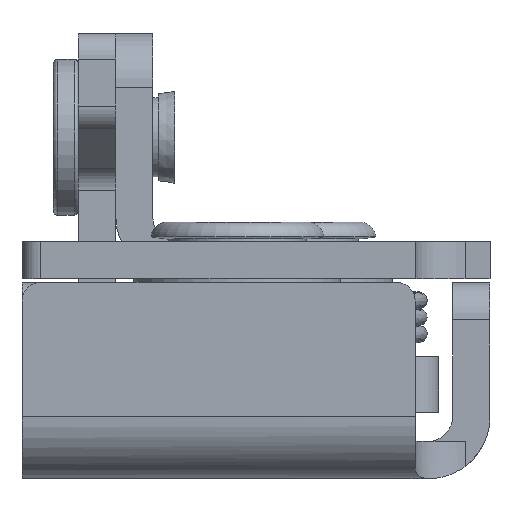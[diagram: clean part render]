
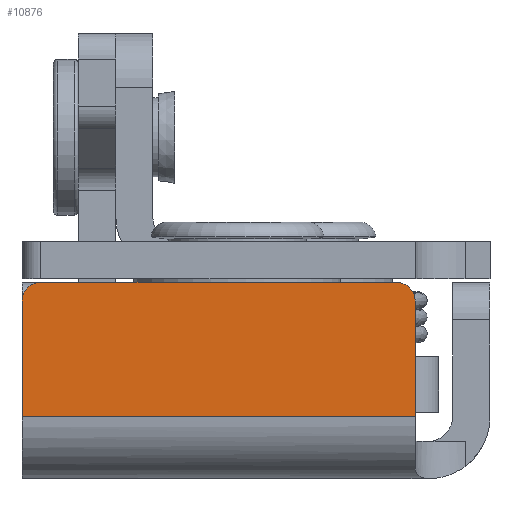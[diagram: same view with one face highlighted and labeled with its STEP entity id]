
A CAD part, left-side view. The second image highlights one B-rep face of the part: STEP entity #10876.
In plain terms, the highlighted planar face has unit normal (-1, 0, 0).
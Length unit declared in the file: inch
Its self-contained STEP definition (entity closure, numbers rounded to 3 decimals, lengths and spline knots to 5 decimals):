
#311=CIRCLE('',#11714,0.045);
#312=CIRCLE('',#11717,0.045);
#820=PLANE('',#11716);
#1289=FACE_OUTER_BOUND('',#1921,.T.);
#1921=EDGE_LOOP('',(#8953,#8954,#8955,#8956,#8957,#8958));
#2908=LINE('',#17525,#4013);
#2909=LINE('',#17530,#4014);
#2910=LINE('',#17532,#4015);
#2911=LINE('',#17533,#4016);
#4013=VECTOR('',#13542,0.3937);
#4014=VECTOR('',#13547,0.3937);
#4015=VECTOR('',#13548,0.3937);
#4016=VECTOR('',#13549,0.3937);
#5222=VERTEX_POINT('',#17515);
#5223=VERTEX_POINT('',#17517);
#5225=VERTEX_POINT('',#17523);
#5226=VERTEX_POINT('',#17527);
#5227=VERTEX_POINT('',#17529);
#5228=VERTEX_POINT('',#17531);
#6554=EDGE_CURVE('',#5223,#5222,#311,.T.);
#6558=EDGE_CURVE('',#5225,#5222,#2908,.T.);
#6559=EDGE_CURVE('',#5225,#5226,#312,.T.);
#6560=EDGE_CURVE('',#5227,#5226,#2909,.T.);
#6561=EDGE_CURVE('',#5227,#5228,#2910,.T.);
#6562=EDGE_CURVE('',#5228,#5223,#2911,.T.);
#8953=ORIENTED_EDGE('',*,*,#6554,.T.);
#8954=ORIENTED_EDGE('',*,*,#6558,.F.);
#8955=ORIENTED_EDGE('',*,*,#6559,.T.);
#8956=ORIENTED_EDGE('',*,*,#6560,.F.);
#8957=ORIENTED_EDGE('',*,*,#6561,.T.);
#8958=ORIENTED_EDGE('',*,*,#6562,.T.);
#10876=ADVANCED_FACE('',(#1289),#820,.F.);
#11714=AXIS2_PLACEMENT_3D('',#17518,#13535,#13536);
#11716=AXIS2_PLACEMENT_3D('',#17526,#13543,#13544);
#11717=AXIS2_PLACEMENT_3D('',#17528,#13545,#13546);
#13535=DIRECTION('center_axis',(-1.,0.,0.));
#13536=DIRECTION('ref_axis',(0.,-0.707,0.707));
#13542=DIRECTION('',(0.,-1.,0.));
#13543=DIRECTION('center_axis',(1.,0.,0.));
#13544=DIRECTION('ref_axis',(0.,0.,-1.));
#13545=DIRECTION('center_axis',(-1.,0.,0.));
#13546=DIRECTION('ref_axis',(0.,0.707,0.707));
#13547=DIRECTION('',(0.,0.,1.));
#13548=DIRECTION('',(0.,-1.,0.));
#13549=DIRECTION('',(0.,0.,1.));
#17515=CARTESIAN_POINT('',(-1.202,-0.3824,0.4722));
#17517=CARTESIAN_POINT('',(-1.202,-0.4274,0.4272));
#17518=CARTESIAN_POINT('Origin',(-1.202,-0.3824,0.4272));
#17523=CARTESIAN_POINT('',(-1.202,0.4727,0.4722));
#17525=CARTESIAN_POINT('',(-1.202,-0.4274,0.4722));
#17526=CARTESIAN_POINT('Origin',(-1.202,0.5177,0.));
#17527=CARTESIAN_POINT('',(-1.202,0.5177,0.4272));
#17528=CARTESIAN_POINT('Origin',(-1.202,0.4727,0.4272));
#17529=CARTESIAN_POINT('',(-1.202,0.5177,0.149));
#17530=CARTESIAN_POINT('',(-1.202,0.5177,0.));
#17531=CARTESIAN_POINT('',(-1.202,-0.4274,0.149));
#17532=CARTESIAN_POINT('',(-1.202,0.22454,0.149));
#17533=CARTESIAN_POINT('',(-1.202,-0.4274,0.));
